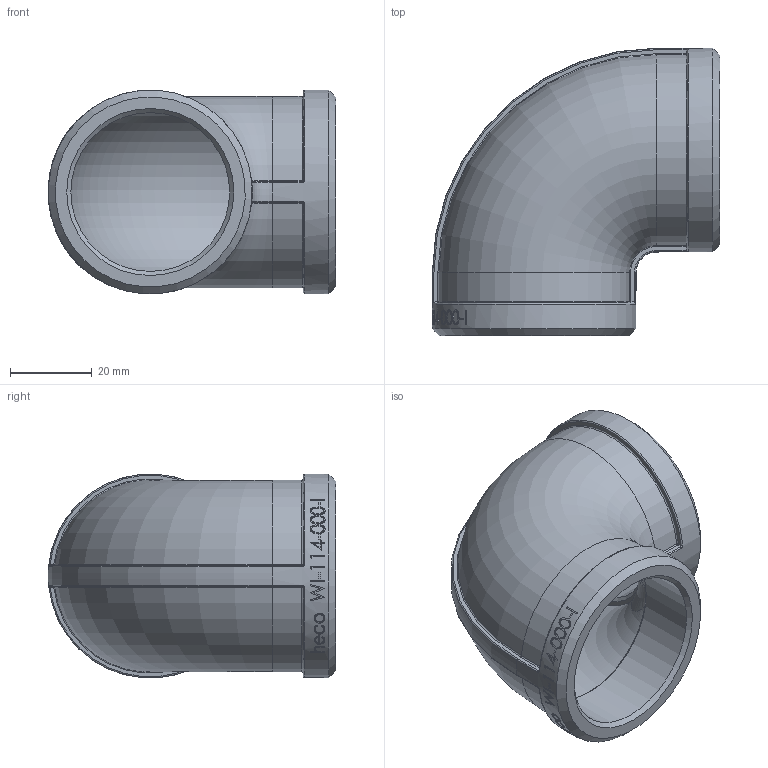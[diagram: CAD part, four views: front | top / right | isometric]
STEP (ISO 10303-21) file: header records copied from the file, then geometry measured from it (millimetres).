
FILE_DESCRIPTION (( 'STEP AP214' ), '1' );
FILE_NAME ('heco_WI-114-000-I.STEP', '2016-07-11T07:51:01', ( '' ), ( '' ), 'SwSTEP 2.0', 'SolidWorks 2011', '' );
FILE_SCHEMA (( 'AUTOMOTIVE_DESIGN' ));
Length unit declared in the file: millimetre
Products named in the file (1): heco_WI-114-000-I
Bounding box: 70.55 x 70.49 x 49.86 mm (x, y, z)
Volume: 35543.5 mm3; surface area: 23906.4 mm2
Topology: 1 solids, 1 shells, 245 faces, 604 edges, 380 vertices
Faces by surface type: bspline 87, plane 68, cylinder 55, torus 21, sphere 8, cone 6
Full cylindrical faces by diameter (mm): 38.952 x2, 50 x2
Entity records: 20963 total; most frequent: CARTESIAN_POINT 14303, ORIENTED_EDGE 1166, DIRECTION 771, EDGE_CURVE 583, VERTEX_POINT 374, AXIS2_PLACEMENT_3D 315, B_SPLINE_CURVE_WITH_KNOTS 286, EDGE_LOOP 281
